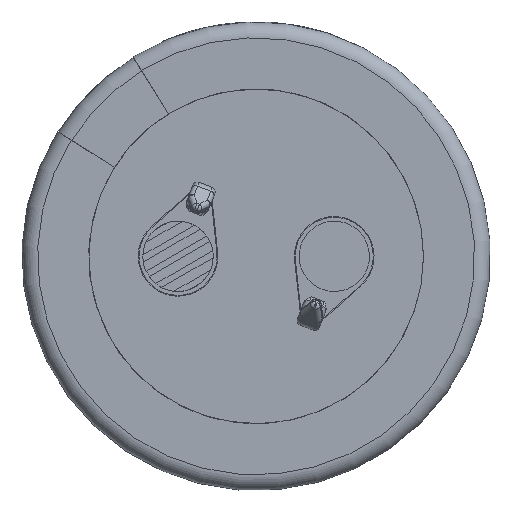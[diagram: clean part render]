
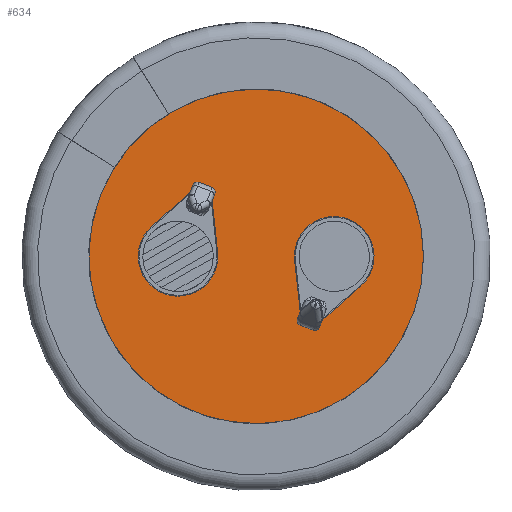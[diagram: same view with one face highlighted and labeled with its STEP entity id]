
A CAD part, front view. The second image highlights one B-rep face of the part: STEP entity #634.
In plain terms, the highlighted planar face has unit normal (0, -1, 0).
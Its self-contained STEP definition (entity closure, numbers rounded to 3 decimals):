
#634 = ADVANCED_FACE( '', ( #1856, #1857, #1858 ), #1859, .T. );
#1856 = FACE_OUTER_BOUND( '', #3765, .T. );
#1857 = FACE_BOUND( '', #3766, .T. );
#1858 = FACE_BOUND( '', #3767, .T. );
#1859 = PLANE( '', #3768 );
#3765 = EDGE_LOOP( '', ( #7786 ) );
#3766 = EDGE_LOOP( '', ( #7787, #7788, #7789, #7790 ) );
#3767 = EDGE_LOOP( '', ( #7791, #7792, #7793, #7794 ) );
#3768 = AXIS2_PLACEMENT_3D( '', #7795, #7796, #7797 );
#7786 = ORIENTED_EDGE( '', *, *, #12725, .T. );
#7787 = ORIENTED_EDGE( '', *, *, #12726, .F. );
#7788 = ORIENTED_EDGE( '', *, *, #12727, .F. );
#7789 = ORIENTED_EDGE( '', *, *, #12728, .F. );
#7790 = ORIENTED_EDGE( '', *, *, #12729, .F. );
#7791 = ORIENTED_EDGE( '', *, *, #12730, .T. );
#7792 = ORIENTED_EDGE( '', *, *, #12731, .T. );
#7793 = ORIENTED_EDGE( '', *, *, #12732, .T. );
#7794 = ORIENTED_EDGE( '', *, *, #12733, .T. );
#7795 = CARTESIAN_POINT( '', ( 0., 0., 0. ) );
#7796 = DIRECTION( '', ( 0., -1., 0. ) );
#7797 = DIRECTION( '', ( 1., 0., 0. ) );
#12725 = EDGE_CURVE( '', #14799, #14799, #14800, .T. );
#12726 = EDGE_CURVE( '', #14801, #14802, #14803, .T. );
#12727 = EDGE_CURVE( '', #14804, #14801, #14805, .T. );
#12728 = EDGE_CURVE( '', #14806, #14804, #14807, .T. );
#12729 = EDGE_CURVE( '', #14802, #14806, #14808, .T. );
#12730 = EDGE_CURVE( '', #14809, #14810, #14811, .T. );
#12731 = EDGE_CURVE( '', #14810, #14812, #14813, .T. );
#12732 = EDGE_CURVE( '', #14812, #14814, #14815, .T. );
#12733 = EDGE_CURVE( '', #14814, #14809, #14816, .T. );
#14799 = VERTEX_POINT( '', #17824 );
#14800 = CIRCLE( '', #17825, 12.429 );
#14801 = VERTEX_POINT( '', #17826 );
#14802 = VERTEX_POINT( '', #17827 );
#14803 = LINE( '', #17828, #17829 );
#14804 = VERTEX_POINT( '', #17830 );
#14805 = LINE( '', #17831, #17832 );
#14806 = VERTEX_POINT( '', #17833 );
#14807 = LINE( '', #17834, #17835 );
#14808 = CIRCLE( '', #17836, 2.55 );
#14809 = VERTEX_POINT( '', #17837 );
#14810 = VERTEX_POINT( '', #17838 );
#14811 = LINE( '', #17839, #17840 );
#14812 = VERTEX_POINT( '', #17841 );
#14813 = LINE( '', #17842, #17843 );
#14814 = VERTEX_POINT( '', #17844 );
#14815 = LINE( '', #17845, #17846 );
#14816 = CIRCLE( '', #17847, 2.55 );
#17824 = CARTESIAN_POINT( '', ( 12.429, 0., 0. ) );
#17825 = AXIS2_PLACEMENT_3D( '', #24487, #24488, #24489 );
#17826 = CARTESIAN_POINT( '', ( -4.27, 0., 4.059 ) );
#17827 = CARTESIAN_POINT( '', ( -6.694, 0., 1.906 ) );
#17828 = CARTESIAN_POINT( '', ( -4.27, 0., 4.059 ) );
#17829 = VECTOR( '', #24490, 1000. );
#17830 = CARTESIAN_POINT( '', ( -2.814, 0., 3.497 ) );
#17831 = CARTESIAN_POINT( '', ( -2.814, 0., 3.497 ) );
#17832 = VECTOR( '', #24491, 1000. );
#17833 = CARTESIAN_POINT( '', ( -2.465, 0., 0.274 ) );
#17834 = CARTESIAN_POINT( '', ( -2.465, 0., 0.274 ) );
#17835 = VECTOR( '', #24492, 1000. );
#17836 = AXIS2_PLACEMENT_3D( '', #24493, #24494, #24495 );
#17837 = CARTESIAN_POINT( '', ( 6.694, 0., -1.906 ) );
#17838 = CARTESIAN_POINT( '', ( 4.27, 0., -4.059 ) );
#17839 = CARTESIAN_POINT( '', ( 6.694, 0., -1.906 ) );
#17840 = VECTOR( '', #24496, 1000. );
#17841 = CARTESIAN_POINT( '', ( 2.814, 0., -3.497 ) );
#17842 = CARTESIAN_POINT( '', ( 4.27, 0., -4.059 ) );
#17843 = VECTOR( '', #24497, 1000. );
#17844 = CARTESIAN_POINT( '', ( 2.465, 0., -0.274 ) );
#17845 = CARTESIAN_POINT( '', ( 2.814, 0., -3.497 ) );
#17846 = VECTOR( '', #24498, 1000. );
#17847 = AXIS2_PLACEMENT_3D( '', #24499, #24500, #24501 );
#24487 = CARTESIAN_POINT( '', ( 0., 0., 0. ) );
#24488 = DIRECTION( '', ( 0., -1., 0. ) );
#24489 = DIRECTION( '', ( 1., 0., 0. ) );
#24490 = DIRECTION( '', ( -0.748, 0., -0.664 ) );
#24491 = DIRECTION( '', ( -0.933, 0., 0.36 ) );
#24492 = DIRECTION( '', ( -0.108, 0., 0.994 ) );
#24493 = CARTESIAN_POINT( '', ( -5., 0., 0. ) );
#24494 = DIRECTION( '', ( 0., -1., 0. ) );
#24495 = DIRECTION( '', ( 0., 0., 1. ) );
#24496 = DIRECTION( '', ( -0.748, 0., -0.664 ) );
#24497 = DIRECTION( '', ( -0.933, 0., 0.36 ) );
#24498 = DIRECTION( '', ( -0.108, 0., 0.994 ) );
#24499 = CARTESIAN_POINT( '', ( 5., 0., 0. ) );
#24500 = DIRECTION( '', ( 0., 1., 0. ) );
#24501 = DIRECTION( '', ( 0., 0., -1. ) );
